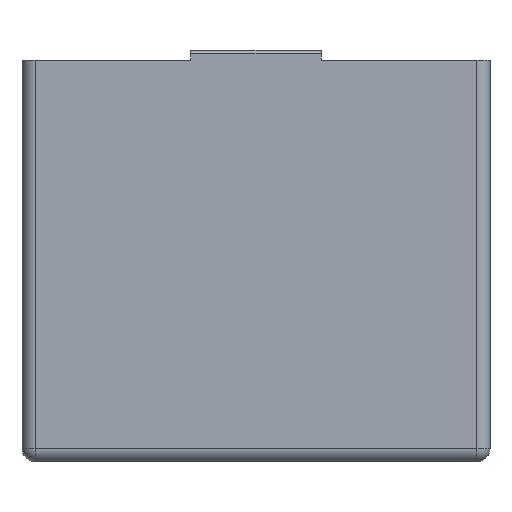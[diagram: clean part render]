
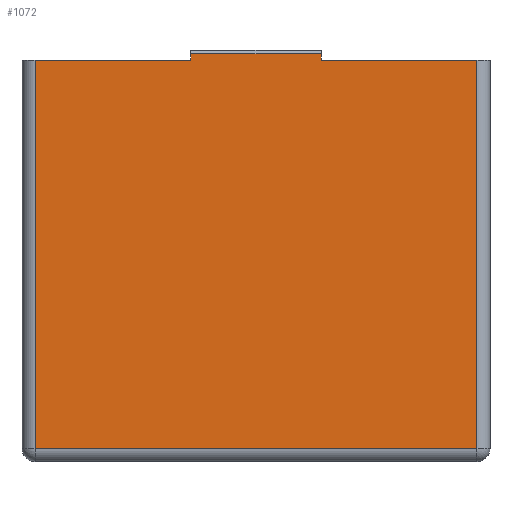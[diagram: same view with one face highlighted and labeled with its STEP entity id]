
A CAD part, front view. The second image highlights one B-rep face of the part: STEP entity #1072.
In plain terms, the highlighted planar face has unit normal (0, -1, 0).
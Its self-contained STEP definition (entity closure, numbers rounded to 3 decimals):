
#420 = VERTEX_POINT('',#421);
#421 = CARTESIAN_POINT('',(-33.9,-20.125,59.58));
#428 = EDGE_CURVE('',#420,#429,#431,.T.);
#429 = VERTEX_POINT('',#430);
#430 = CARTESIAN_POINT('',(-10.,-20.125,59.58));
#431 = LINE('',#432,#433);
#432 = CARTESIAN_POINT('',(-33.9,-20.125,59.58));
#433 = VECTOR('',#434,1.);
#434 = DIRECTION('',(1.,0.,0.));
#453 = VERTEX_POINT('',#454);
#454 = CARTESIAN_POINT('',(10.,-20.125,59.58));
#460 = EDGE_CURVE('',#453,#461,#463,.T.);
#461 = VERTEX_POINT('',#462);
#462 = CARTESIAN_POINT('',(33.9,-20.125,59.58));
#463 = LINE('',#464,#465);
#464 = CARTESIAN_POINT('',(-33.9,-20.125,59.58));
#465 = VECTOR('',#466,1.);
#466 = DIRECTION('',(1.,0.,0.));
#504 = VERTEX_POINT('',#505);
#505 = CARTESIAN_POINT('',(10.,-20.125,60.58));
#512 = EDGE_CURVE('',#504,#453,#513,.T.);
#513 = LINE('',#514,#515);
#514 = CARTESIAN_POINT('',(10.,-20.125,60.58));
#515 = VECTOR('',#516,1.);
#516 = DIRECTION('',(0.,0.,-1.));
#595 = VERTEX_POINT('',#596);
#596 = CARTESIAN_POINT('',(-10.,-20.125,60.58));
#603 = EDGE_CURVE('',#595,#429,#604,.T.);
#604 = LINE('',#605,#606);
#605 = CARTESIAN_POINT('',(-10.,-20.125,60.58));
#606 = VECTOR('',#607,1.);
#607 = DIRECTION('',(0.,0.,-1.));
#796 = VERTEX_POINT('',#797);
#797 = CARTESIAN_POINT('',(-33.9,-20.125,0.));
#806 = EDGE_CURVE('',#796,#420,#807,.T.);
#807 = LINE('',#808,#809);
#808 = CARTESIAN_POINT('',(-33.9,-20.125,31.));
#809 = VECTOR('',#810,1.);
#810 = DIRECTION('',(0.,0.,1.));
#845 = VERTEX_POINT('',#846);
#846 = CARTESIAN_POINT('',(33.9,-20.125,0.));
#853 = EDGE_CURVE('',#845,#461,#854,.T.);
#854 = LINE('',#855,#856);
#855 = CARTESIAN_POINT('',(33.9,-20.125,0.));
#856 = VECTOR('',#857,1.);
#857 = DIRECTION('',(0.,0.,1.));
#876 = EDGE_CURVE('',#595,#504,#877,.T.);
#877 = LINE('',#878,#879);
#878 = CARTESIAN_POINT('',(-10.,-20.125,60.58));
#879 = VECTOR('',#880,1.);
#880 = DIRECTION('',(1.,0.,0.));
#1007 = EDGE_CURVE('',#796,#845,#1008,.T.);
#1008 = LINE('',#1009,#1010);
#1009 = CARTESIAN_POINT('',(-33.9,-20.125,0.));
#1010 = VECTOR('',#1011,1.);
#1011 = DIRECTION('',(1.,0.,0.));
#1072 = ADVANCED_FACE('',(#1073),#1083,.T.);
#1073 = FACE_BOUND('',#1074,.T.);
#1074 = EDGE_LOOP('',(#1075,#1076,#1077,#1078,#1079,#1080,#1081,#1082));
#1075 = ORIENTED_EDGE('',*,*,#428,.F.);
#1076 = ORIENTED_EDGE('',*,*,#806,.F.);
#1077 = ORIENTED_EDGE('',*,*,#1007,.T.);
#1078 = ORIENTED_EDGE('',*,*,#853,.T.);
#1079 = ORIENTED_EDGE('',*,*,#460,.F.);
#1080 = ORIENTED_EDGE('',*,*,#512,.F.);
#1081 = ORIENTED_EDGE('',*,*,#876,.F.);
#1082 = ORIENTED_EDGE('',*,*,#603,.T.);
#1083 = PLANE('',#1084);
#1084 = AXIS2_PLACEMENT_3D('',#1085,#1086,#1087);
#1085 = CARTESIAN_POINT('',(0.,-20.125,30.104)
  );
#1086 = DIRECTION('',(-0.,-1.,-0.));
#1087 = DIRECTION('',(0.,0.,-1.));
